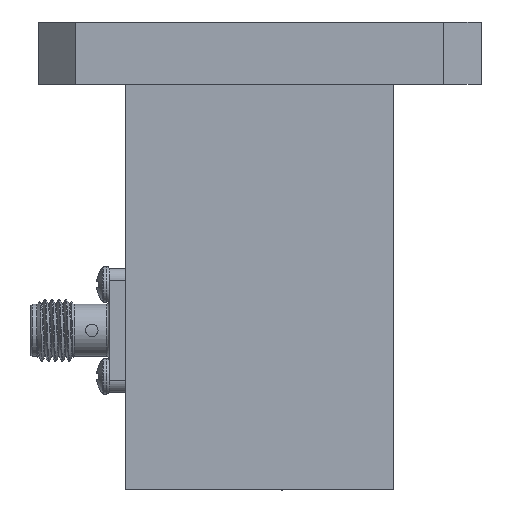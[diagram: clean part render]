
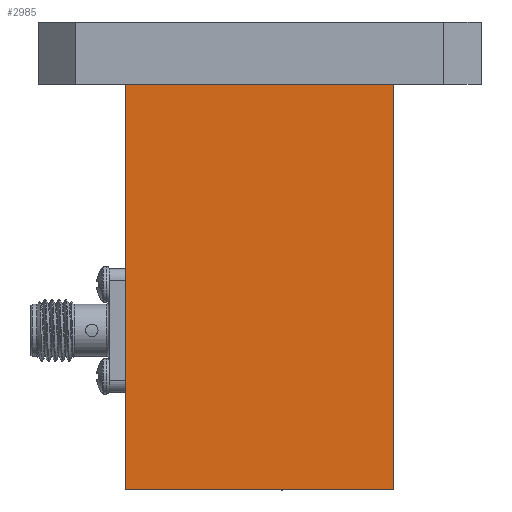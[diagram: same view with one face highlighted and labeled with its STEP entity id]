
A CAD part, left-side view. The second image highlights one B-rep face of the part: STEP entity #2985.
In plain terms, the highlighted planar face has unit normal (-1, 0, 0).
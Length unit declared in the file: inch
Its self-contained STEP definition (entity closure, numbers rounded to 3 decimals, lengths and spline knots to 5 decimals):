
#579 = VERTEX_POINT ( 'NONE', #7409 ) ;
#1191 = LINE ( 'NONE', #3023, #12867 ) ;
#1222 = ORIENTED_EDGE ( 'NONE', *, *, #15636, .F. ) ;
#1460 = PLANE ( 'NONE',  #5775 ) ;
#1993 = EDGE_LOOP ( 'NONE', ( #2642, #11512, #5341, #1222 ) ) ;
#2464 = VECTOR ( 'NONE', #7532, 39.37008 ) ;
#2642 = ORIENTED_EDGE ( 'NONE', *, *, #5277, .F. ) ;
#2692 = VERTEX_POINT ( 'NONE', #14839 ) ;
#2985 = ADVANCED_FACE ( 'NONE', ( #11478 ), #1460, .T. ) ;
#3023 = CARTESIAN_POINT ( 'NONE',  ( -0.9905, -0.54, -0.25 ) ) ;
#3895 = VERTEX_POINT ( 'NONE', #7599 ) ;
#4536 = DIRECTION ( 'NONE',  ( 0., 0., -1. ) ) ;
#5277 = EDGE_CURVE ( 'NONE', #14660, #3895, #13627, .T. ) ;
#5341 = ORIENTED_EDGE ( 'NONE', *, *, #13276, .F. ) ;
#5757 = DIRECTION ( 'NONE',  ( 0., 0., 1. ) ) ;
#5775 = AXIS2_PLACEMENT_3D ( 'NONE', #8356, #8523, #5757 ) ;
#6496 = DIRECTION ( 'NONE',  ( 0., 0., 1. ) ) ;
#7409 = CARTESIAN_POINT ( 'NONE',  ( -0.9905, 0.54, -0.25 ) ) ;
#7532 = DIRECTION ( 'NONE',  ( 0., -1., 0. ) ) ;
#7599 = CARTESIAN_POINT ( 'NONE',  ( -0.9905, 0.54, -1.88 ) ) ;
#7771 = CARTESIAN_POINT ( 'NONE',  ( -0.9905, 0.54, -0.25 ) ) ;
#8356 = CARTESIAN_POINT ( 'NONE',  ( -0.9905, -0.8905, -0.25 ) ) ;
#8523 = DIRECTION ( 'NONE',  ( -1., 0., 0. ) ) ;
#8762 = DIRECTION ( 'NONE',  ( 0., 1., 0. ) ) ;
#11478 = FACE_OUTER_BOUND ( 'NONE', #1993, .T. ) ;
#11512 = ORIENTED_EDGE ( 'NONE', *, *, #12192, .F. ) ;
#11713 = LINE ( 'NONE', #7771, #17762 ) ;
#12192 = EDGE_CURVE ( 'NONE', #2692, #14660, #1191, .T. ) ;
#12867 = VECTOR ( 'NONE', #4536, 39.37008 ) ;
#13193 = CARTESIAN_POINT ( 'NONE',  ( -0.9905, -0.54, -1.88 ) ) ;
#13276 = EDGE_CURVE ( 'NONE', #579, #2692, #13490, .T. ) ;
#13490 = LINE ( 'NONE', #14353, #2464 ) ;
#13627 = LINE ( 'NONE', #13906, #16865 ) ;
#13906 = CARTESIAN_POINT ( 'NONE',  ( -0.9905, 0.54, -1.88 ) ) ;
#14353 = CARTESIAN_POINT ( 'NONE',  ( -0.9905, 0.54, -0.25 ) ) ;
#14660 = VERTEX_POINT ( 'NONE', #13193 ) ;
#14839 = CARTESIAN_POINT ( 'NONE',  ( -0.9905, -0.54, -0.25 ) ) ;
#15636 = EDGE_CURVE ( 'NONE', #3895, #579, #11713, .T. ) ;
#16865 = VECTOR ( 'NONE', #8762, 39.37008 ) ;
#17762 = VECTOR ( 'NONE', #6496, 39.37008 ) ;
